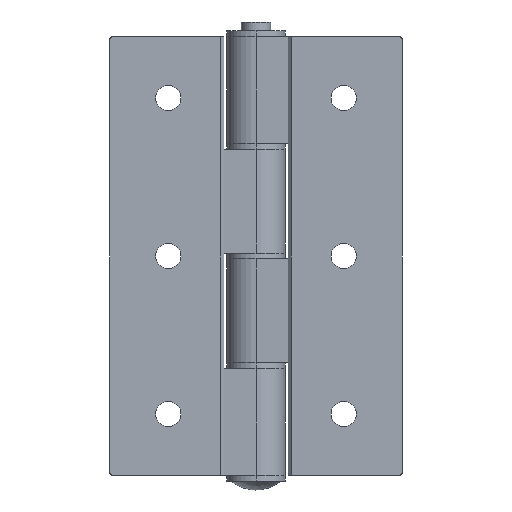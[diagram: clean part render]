
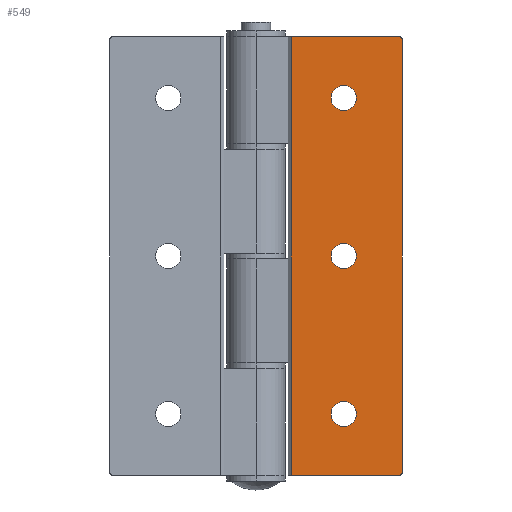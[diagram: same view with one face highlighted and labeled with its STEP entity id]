
A CAD part, front view. The second image highlights one B-rep face of the part: STEP entity #549.
In plain terms, the highlighted planar face has unit normal (0, -1, 0).
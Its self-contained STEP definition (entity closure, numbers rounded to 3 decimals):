
#20 = VECTOR ( 'NONE', #840, 1000. ) ;
#91 = FACE_BOUND ( 'NONE', #1822, .T. ) ;
#93 = FACE_BOUND ( 'NONE', #299, .T. ) ;
#95 = AXIS2_PLACEMENT_3D ( 'NONE', #940, #941, #942 ) ;
#99 = FACE_BOUND ( 'NONE', #1816, .T. ) ;
#101 = FACE_OUTER_BOUND ( 'NONE', #1821, .T. ) ;
#111 = AXIS2_PLACEMENT_3D ( 'NONE', #1010, #1011, #1012 ) ;
#112 = AXIS2_PLACEMENT_3D ( 'NONE', #1040, #1041, #1042 ) ;
#216 = VERTEX_POINT ( 'NONE', #2098 ) ;
#256 = VERTEX_POINT ( 'NONE', #2122 ) ;
#257 = VERTEX_POINT ( 'NONE', #2123 ) ;
#263 = VERTEX_POINT ( 'NONE', #2129 ) ;
#264 = VERTEX_POINT ( 'NONE', #2130 ) ;
#290 = VERTEX_POINT ( 'NONE', #2133 ) ;
#299 = EDGE_LOOP ( 'NONE', ( #1905, #1907 ) ) ;
#332 = CIRCLE ( 'NONE', #1507, 0.5 ) ;
#333 = CIRCLE ( 'NONE', #1501, 0.5 ) ;
#356 = CIRCLE ( 'NONE', #1470, 2.15 ) ;
#357 = CIRCLE ( 'NONE', #1464, 2.15 ) ;
#358 = CIRCLE ( 'NONE', #1465, 2.15 ) ;
#366 = CIRCLE ( 'NONE', #1449, 2.15 ) ;
#407 = EDGE_CURVE ( 'NONE', #1770, #1773, #366, .T. ) ;
#411 = EDGE_CURVE ( 'NONE', #216, #290, #2235, .T. ) ;
#425 = EDGE_CURVE ( 'NONE', #1773, #1770, #358, .T. ) ;
#426 = EDGE_CURVE ( 'NONE', #1769, #1772, #357, .T. ) ;
#427 = EDGE_CURVE ( 'NONE', #1782, #1784, #356, .T. ) ;
#460 = EDGE_CURVE ( 'NONE', #264, #257, #333, .T. ) ;
#461 = EDGE_CURVE ( 'NONE', #256, #257, #2387, .T. ) ;
#462 = EDGE_CURVE ( 'NONE', #256, #290, #332, .T. ) ;
#504 = EDGE_CURVE ( 'NONE', #216, #263, #796, .T. ) ;
#517 = EDGE_CURVE ( 'NONE', #263, #264, #838, .T. ) ;
#549 = ADVANCED_FACE ( 'NONE', ( #93, #91, #99, #101 ), #939, .F. ) ;
#688 = CIRCLE ( 'NONE', #112, 2.15 ) ;
#692 = CIRCLE ( 'NONE', #111, 2.15 ) ;
#796 = LINE ( 'NONE', #797, #1590 ) ;
#797 = CARTESIAN_POINT ( 'NONE',  ( 6., -5.5, 37.5 ) ) ;
#798 = DIRECTION ( 'NONE',  ( 0., 0., -1. ) ) ;
#838 = LINE ( 'NONE', #839, #20 ) ;
#839 = CARTESIAN_POINT ( 'NONE',  ( 25., -5.5, -37.5 ) ) ;
#840 = DIRECTION ( 'NONE',  ( 1., 0., 0. ) ) ;
#939 = PLANE ( 'NONE',  #95 ) ;
#940 = CARTESIAN_POINT ( 'NONE',  ( 25., -5.5, 37.5 ) ) ;
#941 = DIRECTION ( 'NONE',  ( 0., 1., 0. ) ) ;
#942 = DIRECTION ( 'NONE',  ( -1., 0., 0. ) ) ;
#960 = CARTESIAN_POINT ( 'NONE',  ( 15., -5.5, 2.15 ) ) ;
#961 = CARTESIAN_POINT ( 'NONE',  ( 15., -5.5, -29.15 ) ) ;
#963 = CARTESIAN_POINT ( 'NONE',  ( 15., -5.5, -2.15 ) ) ;
#964 = CARTESIAN_POINT ( 'NONE',  ( 15., -5.5, -24.85 ) ) ;
#973 = CARTESIAN_POINT ( 'NONE',  ( 15., -5.5, 29.15 ) ) ;
#975 = CARTESIAN_POINT ( 'NONE',  ( 15., -5.5, 24.85 ) ) ;
#1010 = CARTESIAN_POINT ( 'NONE',  ( 15., -5.5, 0. ) ) ;
#1011 = DIRECTION ( 'NONE',  ( 0., 1., 0. ) ) ;
#1012 = DIRECTION ( 'NONE',  ( 0., 0., 1. ) ) ;
#1040 = CARTESIAN_POINT ( 'NONE',  ( 15., -5.5, 27. ) ) ;
#1041 = DIRECTION ( 'NONE',  ( 0., 1., 0. ) ) ;
#1042 = DIRECTION ( 'NONE',  ( 0., 0., 1. ) ) ;
#1449 = AXIS2_PLACEMENT_3D ( 'NONE', #2210, #2223, #2224 ) ;
#1454 = VECTOR ( 'NONE', #2237, 1000. ) ;
#1464 = AXIS2_PLACEMENT_3D ( 'NONE', #2279, #2280, #2281 ) ;
#1465 = AXIS2_PLACEMENT_3D ( 'NONE', #2267, #2277, #2278 ) ;
#1470 = AXIS2_PLACEMENT_3D ( 'NONE', #2282, #2283, #2284 ) ;
#1501 = AXIS2_PLACEMENT_3D ( 'NONE', #2383, #2384, #2385 ) ;
#1507 = AXIS2_PLACEMENT_3D ( 'NONE', #2386, #2390, #2391 ) ;
#1508 = VECTOR ( 'NONE', #2389, 1000. ) ;
#1590 = VECTOR ( 'NONE', #798, 1000. ) ;
#1769 = VERTEX_POINT ( 'NONE', #960 ) ;
#1770 = VERTEX_POINT ( 'NONE', #961 ) ;
#1772 = VERTEX_POINT ( 'NONE', #963 ) ;
#1773 = VERTEX_POINT ( 'NONE', #964 ) ;
#1782 = VERTEX_POINT ( 'NONE', #973 ) ;
#1784 = VERTEX_POINT ( 'NONE', #975 ) ;
#1816 = EDGE_LOOP ( 'NONE', ( #1906, #1911 ) ) ;
#1821 = EDGE_LOOP ( 'NONE', ( #1908, #1974, #1910, #1975, #1976, #1978 ) ) ;
#1822 = EDGE_LOOP ( 'NONE', ( #1904, #1909 ) ) ;
#1904 = ORIENTED_EDGE ( 'NONE', *, *, #426, .T. ) ;
#1905 = ORIENTED_EDGE ( 'NONE', *, *, #425, .T. ) ;
#1906 = ORIENTED_EDGE ( 'NONE', *, *, #427, .T. ) ;
#1907 = ORIENTED_EDGE ( 'NONE', *, *, #407, .T. ) ;
#1908 = ORIENTED_EDGE ( 'NONE', *, *, #517, .T. ) ;
#1909 = ORIENTED_EDGE ( 'NONE', *, *, #2436, .T. ) ;
#1910 = ORIENTED_EDGE ( 'NONE', *, *, #461, .F. ) ;
#1911 = ORIENTED_EDGE ( 'NONE', *, *, #2446, .T. ) ;
#1974 = ORIENTED_EDGE ( 'NONE', *, *, #460, .T. ) ;
#1975 = ORIENTED_EDGE ( 'NONE', *, *, #462, .T. ) ;
#1976 = ORIENTED_EDGE ( 'NONE', *, *, #411, .F. ) ;
#1978 = ORIENTED_EDGE ( 'NONE', *, *, #504, .T. ) ;
#2098 = CARTESIAN_POINT ( 'NONE',  ( 6., -5.5, 37.5 ) ) ;
#2122 = CARTESIAN_POINT ( 'NONE',  ( 25., -5.5, 37. ) ) ;
#2123 = CARTESIAN_POINT ( 'NONE',  ( 25., -5.5, -37. ) ) ;
#2129 = CARTESIAN_POINT ( 'NONE',  ( 6., -5.5, -37.5 ) ) ;
#2130 = CARTESIAN_POINT ( 'NONE',  ( 24.5, -5.5, -37.5 ) ) ;
#2133 = CARTESIAN_POINT ( 'NONE',  ( 24.5, -5.5, 37.5 ) ) ;
#2210 = CARTESIAN_POINT ( 'NONE',  ( 15., -5.5, -27. ) ) ;
#2223 = DIRECTION ( 'NONE',  ( 0., 1., 0. ) ) ;
#2224 = DIRECTION ( 'NONE',  ( 0., 0., 1. ) ) ;
#2235 = LINE ( 'NONE', #2236, #1454 ) ;
#2236 = CARTESIAN_POINT ( 'NONE',  ( 25., -5.5, 37.5 ) ) ;
#2237 = DIRECTION ( 'NONE',  ( 1., 0., 0. ) ) ;
#2267 = CARTESIAN_POINT ( 'NONE',  ( 15., -5.5, -27. ) ) ;
#2277 = DIRECTION ( 'NONE',  ( 0., 1., 0. ) ) ;
#2278 = DIRECTION ( 'NONE',  ( 0., 0., 1. ) ) ;
#2279 = CARTESIAN_POINT ( 'NONE',  ( 15., -5.5, 0. ) ) ;
#2280 = DIRECTION ( 'NONE',  ( 0., 1., 0. ) ) ;
#2281 = DIRECTION ( 'NONE',  ( 0., 0., 1. ) ) ;
#2282 = CARTESIAN_POINT ( 'NONE',  ( 15., -5.5, 27. ) ) ;
#2283 = DIRECTION ( 'NONE',  ( 0., 1., 0. ) ) ;
#2284 = DIRECTION ( 'NONE',  ( 0., 0., 1. ) ) ;
#2383 = CARTESIAN_POINT ( 'NONE',  ( 24.5, -5.5, -37. ) ) ;
#2384 = DIRECTION ( 'NONE',  ( 0., -1., 0. ) ) ;
#2385 = DIRECTION ( 'NONE',  ( -1., 0., 0. ) ) ;
#2386 = CARTESIAN_POINT ( 'NONE',  ( 24.5, -5.5, 37. ) ) ;
#2387 = LINE ( 'NONE', #2388, #1508 ) ;
#2388 = CARTESIAN_POINT ( 'NONE',  ( 25., -5.5, 37.5 ) ) ;
#2389 = DIRECTION ( 'NONE',  ( 0., 0., -1. ) ) ;
#2390 = DIRECTION ( 'NONE',  ( 0., -1., 0. ) ) ;
#2391 = DIRECTION ( 'NONE',  ( -1., 0., 0. ) ) ;
#2436 = EDGE_CURVE ( 'NONE', #1772, #1769, #692, .T. ) ;
#2446 = EDGE_CURVE ( 'NONE', #1784, #1782, #688, .T. ) ;
